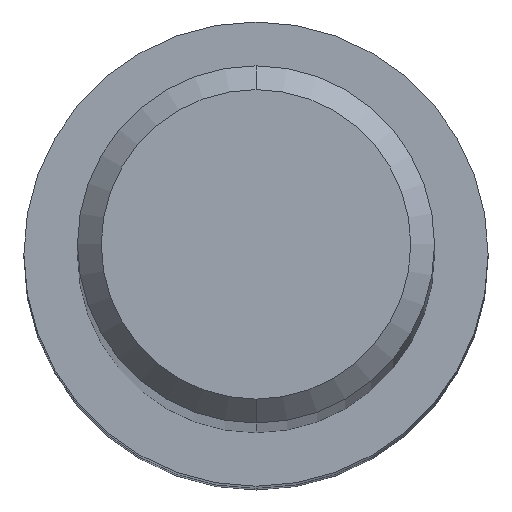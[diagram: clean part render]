
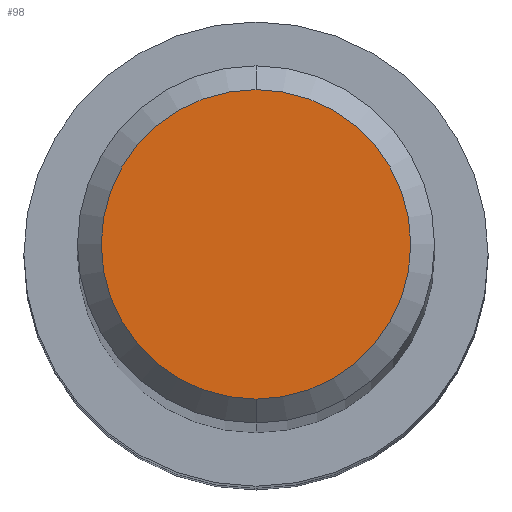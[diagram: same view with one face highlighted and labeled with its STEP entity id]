
A CAD part, top view. The second image highlights one B-rep face of the part: STEP entity #98.
In plain terms, the highlighted planar face has unit normal (0, 0, 1).
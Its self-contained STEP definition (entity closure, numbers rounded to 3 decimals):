
#98=ADVANCED_FACE('',(#235),#236,.T.);
#174=VERTEX_POINT('',#324);
#184=EDGE_CURVE('',#208,#174,#335,.T.);
#206=EDGE_CURVE('',#174,#208,#359,.T.);
#208=VERTEX_POINT('',#361);
#235=FACE_OUTER_BOUND('',#383,.T.);
#236=PLANE('',#384);
#324=CARTESIAN_POINT('',(0.,-2.6,0.0));
#335=CIRCLE('',#506,2.6);
#359=CIRCLE('',#538,2.6);
#361=CARTESIAN_POINT('',(0.0,2.6,0.0));
#383=EDGE_LOOP('',(#547,#548));
#384=AXIS2_PLACEMENT_3D('',#549,#550,#551);
#506=AXIS2_PLACEMENT_3D('',#690,#691,#692);
#538=AXIS2_PLACEMENT_3D('',#711,#712,#713);
#547=ORIENTED_EDGE('',*,*,#184,.F.);
#548=ORIENTED_EDGE('',*,*,#206,.F.);
#549=CARTESIAN_POINT('',(0.0,1.3,0.0));
#550=DIRECTION('',(-0.0,0.0,1.0));
#551=DIRECTION('',(0.0,-1.0,0.0));
#690=CARTESIAN_POINT('',(0.0,0.0,0.0));
#691=DIRECTION('',(0.0,0.0,-1.0));
#692=DIRECTION('',(0.0,1.0,0.0));
#711=CARTESIAN_POINT('',(0.0,0.0,0.0));
#712=DIRECTION('',(0.0,0.0,-1.0));
#713=DIRECTION('',(0.0,1.0,0.0));
